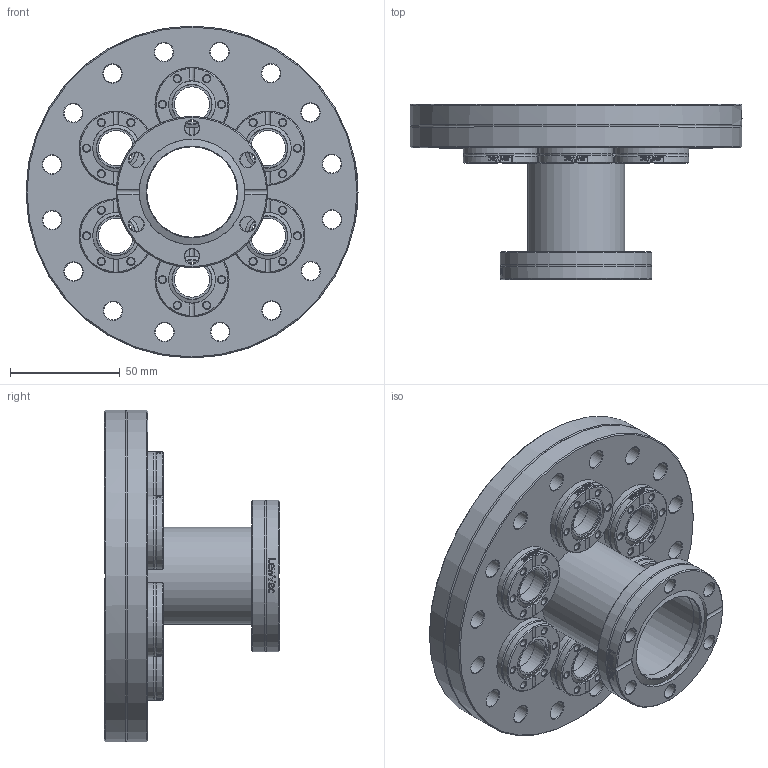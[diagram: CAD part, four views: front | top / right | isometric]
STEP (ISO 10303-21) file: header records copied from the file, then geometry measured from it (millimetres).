
FILE_DESCRIPTION(/* description */ (''),/* implementation_level */ '2;1');
FILE_NAME(/* name */ 'FL-100-40-6X16.stp',/* time_stamp */ '2018-03-08T10:46:23+00:00',/* author */ ('paul'),/* organization */ (''),/* preprocessor_version */ 'ST-DEVELOPER v17',/* originating_system */ 'Autodesk Inventor 2018',/* authorisation */ '');
FILE_SCHEMA (('AUTOMOTIVE_DESIGN { 1 0 10303 214 3 1 1 }'));
Length unit declared in the file: millimetre
Products named in the file (5): FL-100-40-6X16; FL-100CF-straddled bored; FL-16CFT for flush mount; tube; FL-40CF-45
Assembly tree (9 placements, depth 2):
  FL-100-40-6X16
    FL-100CF-straddled bored
    FL-16CFT for flush mount  x6
    tube
    FL-40CF-45
Bounding box: 151.6 x 80 x 151.6 mm (x, y, z)
Volume: 342457.9 mm3; surface area: 103795.8 mm2
Topology: 9 solids, 9 shells, 1024 faces, 2847 edges, 1910 vertices
Faces by surface type: plane 371, bspline 340, cylinder 191, cone 114, torus 8
Full cylindrical faces by diameter (mm): 3.242 x36, 6.7 x6, 8.4 x16, 16 x12, 18 x12, 21.4 x6, 33.8 x12, 41.3 x2, 44.5 x2, 44.7 x1, 48.26 x1, 69.1 x2, 120.6 x1, 151.6 x2
Entity records: 29136 total; most frequent: CARTESIAN_POINT 18677, ORIENTED_EDGE 2314, DIRECTION 1821, EDGE_CURVE 1157, VERTEX_POINT 770, AXIS2_PLACEMENT_3D 691, EDGE_LOOP 529, LINE 439
